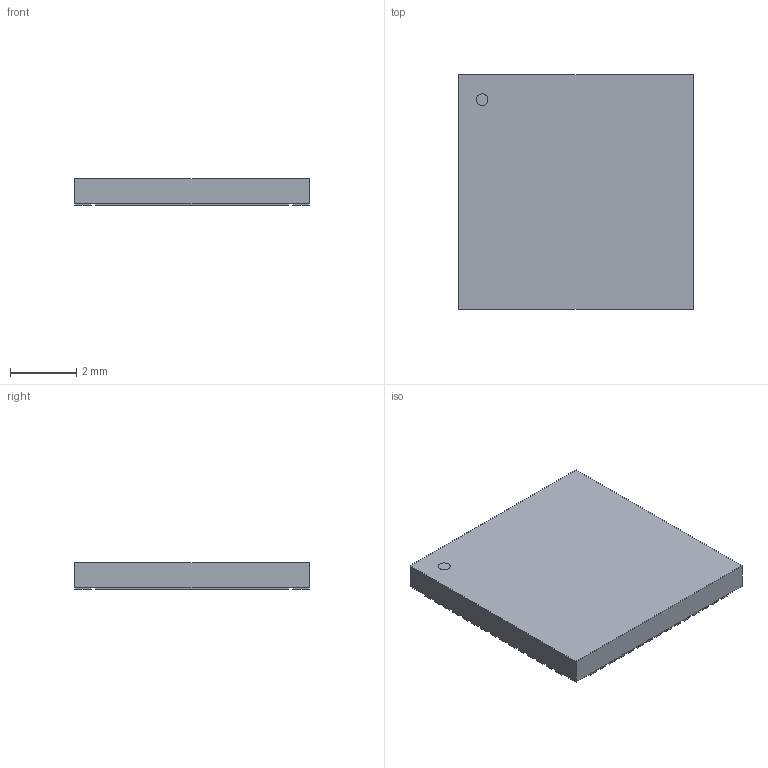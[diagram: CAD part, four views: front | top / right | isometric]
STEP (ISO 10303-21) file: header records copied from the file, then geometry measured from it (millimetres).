
FILE_DESCRIPTION(('STEP AP214'),'1');
FILE_NAME('QFN60_ISI','2021-03-26T02:19:13',(''),(''),'','','');
FILE_SCHEMA(('AUTOMOTIVE_DESIGN'));
Length unit declared in the file: millimetre
Products named in the file (1): product
Bounding box: 7.11 x 7.11 x 0.81 mm (x, y, z)
Volume: 40.5 mm3; surface area: 206.2 mm2
Topology: 63 solids, 63 shells, 375 faces, 747 edges, 498 vertices
Faces by surface type: plane 374, cylinder 1
Full cylindrical faces by diameter (mm): 0.356 x1
Entity records: 9040 total; most frequent: DIRECTION 1502, ORIENTED_EDGE 1492, CARTESIAN_POINT 877, EDGE_CURVE 746, LINE 744, VECTOR 744, VERTEX_POINT 498, AXIS2_PLACEMENT_3D 379
